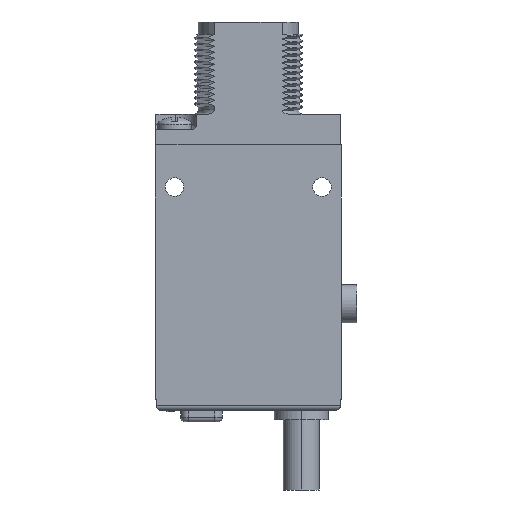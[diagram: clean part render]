
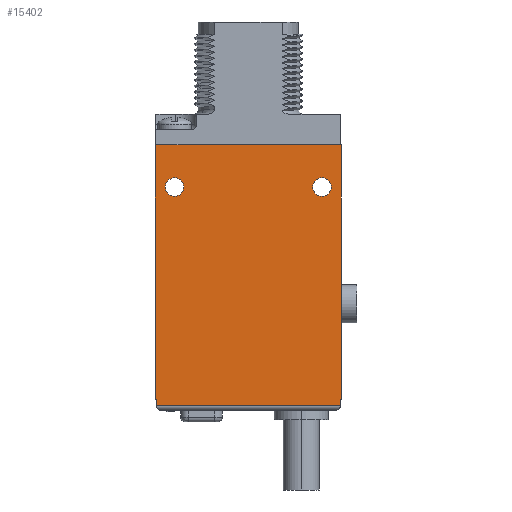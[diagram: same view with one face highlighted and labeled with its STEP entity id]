
A CAD part, left-side view. The second image highlights one B-rep face of the part: STEP entity #15402.
In plain terms, the highlighted planar face has unit normal (-1, 0, 0).
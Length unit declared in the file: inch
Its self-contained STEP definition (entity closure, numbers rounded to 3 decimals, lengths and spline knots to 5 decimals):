
#3401=DIRECTION('',(0.,1.,0.));
#3402=VECTOR('',#3401,0.005);
#3403=CARTESIAN_POINT('',(-0.236,0.,-1.66));
#3404=LINE('',#3403,#3402);
#3405=DIRECTION('',(0.,0.,1.));
#3406=VECTOR('',#3405,0.04);
#3407=CARTESIAN_POINT('',(-0.236,1.205,-1.7));
#3408=LINE('',#3407,#3406);
#3409=DIRECTION('',(0.,1.,0.));
#3410=VECTOR('',#3409,0.005);
#3411=CARTESIAN_POINT('',(-0.236,1.205,-1.66));
#3412=LINE('',#3411,#3410);
#3413=DIRECTION('',(0.,0.,1.));
#3414=VECTOR('',#3413,1.66);
#3415=CARTESIAN_POINT('',(-0.236,1.21,-1.66));
#3416=LINE('',#3415,#3414);
#3417=DIRECTION('',(0.,-1.,0.));
#3418=VECTOR('',#3417,0.003);
#3419=CARTESIAN_POINT('',(-0.236,1.21,0.));
#3420=LINE('',#3419,#3418);
#3421=DIRECTION('',(0.,-1.,0.));
#3422=VECTOR('',#3421,1.204);
#3423=CARTESIAN_POINT('',(-0.236,1.207,0.));
#3424=LINE('',#3423,#3422);
#3425=DIRECTION('',(0.,-1.,0.));
#3426=VECTOR('',#3425,0.003);
#3427=CARTESIAN_POINT('',(-0.236,0.003,0.));
#3428=LINE('',#3427,#3426);
#3429=DIRECTION('',(0.,0.,-1.));
#3430=VECTOR('',#3429,1.66);
#3431=CARTESIAN_POINT('',(-0.236,0.,0.));
#3432=LINE('',#3431,#3430);
#3433=CARTESIAN_POINT('',(-0.236,1.085,-0.275));
#3434=DIRECTION('',(1.,0.,0.));
#3435=DIRECTION('',(0.,0.,-1.));
#3436=AXIS2_PLACEMENT_3D('',#3433,#3434,#3435);
#3438=CARTESIAN_POINT('',(-0.236,1.085,-0.275));
#3439=DIRECTION('',(1.,0.,0.));
#3440=DIRECTION('',(0.,0.,1.));
#3441=AXIS2_PLACEMENT_3D('',#3438,#3439,#3440);
#3443=CARTESIAN_POINT('',(-0.236,0.125,-0.275));
#3444=DIRECTION('',(1.,0.,0.));
#3445=DIRECTION('',(0.,0.,-1.));
#3446=AXIS2_PLACEMENT_3D('',#3443,#3444,#3445);
#3448=CARTESIAN_POINT('',(-0.236,0.125,-0.275));
#3449=DIRECTION('',(1.,0.,0.));
#3450=DIRECTION('',(0.,0.,1.));
#3451=AXIS2_PLACEMENT_3D('',#3448,#3449,#3450);
#3461=DIRECTION('',(0.,0.,1.));
#3462=VECTOR('',#3461,0.04);
#3463=CARTESIAN_POINT('',(-0.236,0.005,-1.7));
#3464=LINE('',#3463,#3462);
#3882=DIRECTION('',(0.,1.,0.));
#3883=VECTOR('',#3882,1.2);
#3884=CARTESIAN_POINT('',(-0.236,0.005,-1.7));
#3885=LINE('',#3884,#3883);
#9807=CARTESIAN_POINT('',(-0.236,0.,0.));
#9808=CARTESIAN_POINT('',(-0.236,0.,-1.66));
#9809=VERTEX_POINT('',#9807);
#9810=VERTEX_POINT('',#9808);
#9811=CARTESIAN_POINT('',(-0.236,1.21,-1.66));
#9812=CARTESIAN_POINT('',(-0.236,1.21,0.));
#9813=VERTEX_POINT('',#9811);
#9814=VERTEX_POINT('',#9812);
#9831=CARTESIAN_POINT('',(-0.236,1.085,-0.335));
#9832=CARTESIAN_POINT('',(-0.236,1.085,-0.215));
#9833=VERTEX_POINT('',#9831);
#9834=VERTEX_POINT('',#9832);
#9835=CARTESIAN_POINT('',(-0.236,0.125,-0.335));
#9836=CARTESIAN_POINT('',(-0.236,0.125,-0.215));
#9837=VERTEX_POINT('',#9835);
#9838=VERTEX_POINT('',#9836);
#10505=CARTESIAN_POINT('',(-0.236,1.207,0.));
#10506=CARTESIAN_POINT('',(-0.236,0.003,0.));
#10507=VERTEX_POINT('',#10505);
#10508=VERTEX_POINT('',#10506);
#10919=CARTESIAN_POINT('',(-0.236,0.005,-1.7));
#10920=CARTESIAN_POINT('',(-0.236,1.205,-1.7));
#10921=VERTEX_POINT('',#10919);
#10922=VERTEX_POINT('',#10920);
#11245=CARTESIAN_POINT('',(-0.236,0.005,-1.66));
#11247=VERTEX_POINT('',#11245);
#11249=CARTESIAN_POINT('',(-0.236,1.205,-1.66));
#11251=VERTEX_POINT('',#11249);
#15366=CARTESIAN_POINT('',(-0.236,0.,0.));
#15367=DIRECTION('',(1.,0.,0.));
#15368=DIRECTION('',(0.,0.,-1.));
#15369=AXIS2_PLACEMENT_3D('',#15366,#15367,#15368);
#15370=PLANE('',#15369);
#15372=ORIENTED_EDGE('',*,*,#15371,.T.);
#15374=ORIENTED_EDGE('',*,*,#15373,.F.);
#15376=ORIENTED_EDGE('',*,*,#15375,.T.);
#15377=ORIENTED_EDGE('',*,*,#15358,.T.);
#15378=ORIENTED_EDGE('',*,*,#15347,.T.);
#15380=ORIENTED_EDGE('',*,*,#15379,.T.);
#15382=ORIENTED_EDGE('',*,*,#15381,.T.);
#15384=ORIENTED_EDGE('',*,*,#15383,.T.);
#15385=ORIENTED_EDGE('',*,*,#15293,.T.);
#15387=ORIENTED_EDGE('',*,*,#15386,.T.);
#15388=EDGE_LOOP('',(#15372,#15374,#15376,#15377,#15378,#15380,#15382,#15384,
#15385,#15387));
#15389=FACE_OUTER_BOUND('',#15388,.F.);
#15391=ORIENTED_EDGE('',*,*,#15390,.F.);
#15393=ORIENTED_EDGE('',*,*,#15392,.F.);
#15394=EDGE_LOOP('',(#15391,#15393));
#15395=FACE_BOUND('',#15394,.F.);
#15397=ORIENTED_EDGE('',*,*,#15396,.F.);
#15399=ORIENTED_EDGE('',*,*,#15398,.F.);
#15400=EDGE_LOOP('',(#15397,#15399));
#15401=FACE_BOUND('',#15400,.F.);
#15402=ADVANCED_FACE('',(#15389,#15395,#15401),#15370,.F.);
#3437=CIRCLE('',#3436,0.06);
#3442=CIRCLE('',#3441,0.06);
#3447=CIRCLE('',#3446,0.06);
#3452=CIRCLE('',#3451,0.06);
#15293=EDGE_CURVE('',#10508,#9809,#3428,.T.);
#15347=EDGE_CURVE('',#11251,#9813,#3412,.T.);
#15358=EDGE_CURVE('',#10922,#11251,#3408,.T.);
#15371=EDGE_CURVE('',#9810,#11247,#3404,.T.);
#15373=EDGE_CURVE('',#10921,#11247,#3464,.T.);
#15375=EDGE_CURVE('',#10921,#10922,#3885,.T.);
#15379=EDGE_CURVE('',#9813,#9814,#3416,.T.);
#15381=EDGE_CURVE('',#9814,#10507,#3420,.T.);
#15383=EDGE_CURVE('',#10507,#10508,#3424,.T.);
#15386=EDGE_CURVE('',#9809,#9810,#3432,.T.);
#15390=EDGE_CURVE('',#9833,#9834,#3437,.T.);
#15392=EDGE_CURVE('',#9834,#9833,#3442,.T.);
#15396=EDGE_CURVE('',#9837,#9838,#3447,.T.);
#15398=EDGE_CURVE('',#9838,#9837,#3452,.T.);
